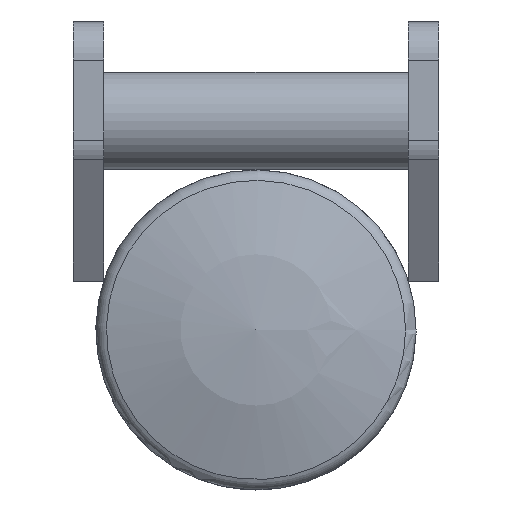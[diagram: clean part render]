
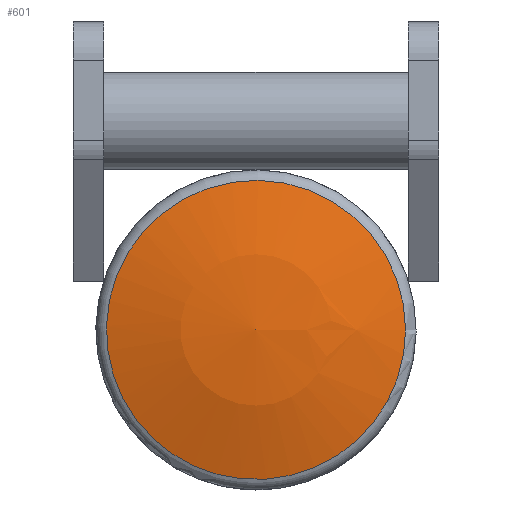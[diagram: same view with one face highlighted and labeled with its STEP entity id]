
A CAD part, front view. The second image highlights one B-rep face of the part: STEP entity #601.
In plain terms, the highlighted spherical face has radius 63 mm.
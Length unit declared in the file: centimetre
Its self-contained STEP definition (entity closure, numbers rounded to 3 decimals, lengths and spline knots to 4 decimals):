
#22=SPHERICAL_SURFACE('',#669,6.3);
#94=FACE_OUTER_BOUND('',#144,.T.);
#144=EDGE_LOOP('',(#543));
#267=CIRCLE('',#666,1.9623);
#322=VERTEX_POINT('',#1019);
#397=EDGE_CURVE('',#322,#322,#267,.T.);
#543=ORIENTED_EDGE('',*,*,#397,.F.);
#601=ADVANCED_FACE('',(#94),#22,.T.);
#666=AXIS2_PLACEMENT_3D('',#1020,#839,#840);
#669=AXIS2_PLACEMENT_3D('',#1024,#845,#846);
#839=DIRECTION('center_axis',(0.,1.,0.));
#840=DIRECTION('ref_axis',(-1.,0.,0.));
#845=DIRECTION('center_axis',(0.,-1.,0.));
#846=DIRECTION('ref_axis',(1.,0.,0.));
#1019=CARTESIAN_POINT('',(-1.9616,-6.1866,0.0531));
#1020=CARTESIAN_POINT('Origin',(0.,-6.1866,0.));
#1024=CARTESIAN_POINT('Origin',(0.,-0.2,0.));
